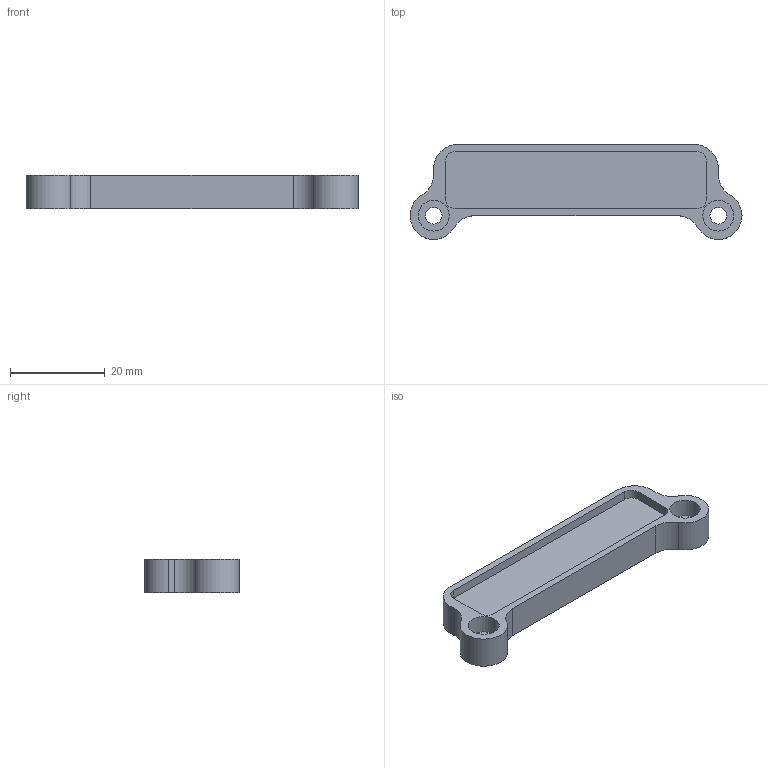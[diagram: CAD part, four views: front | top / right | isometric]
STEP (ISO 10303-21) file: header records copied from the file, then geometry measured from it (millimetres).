
FILE_DESCRIPTION(/* description */ (''),/* implementation_level */ '2;1');
FILE_NAME(/* name */ 'nametag.step',/* time_stamp */ '2023-09-11T16:09:27+02:00',/* author */ (''),/* organization */ (''),/* preprocessor_version */ 'ST-DEVELOPER v20',/* originating_system */ 'Autodesk Translation Framework v12.9.0.99',/* authorisation */ '');
FILE_SCHEMA (('AUTOMOTIVE_DESIGN { 1 0 10303 214 3 1 1 }'));
Length unit declared in the file: millimetre
Products named in the file (2): nametag; node_nametag
Assembly tree (1 placements, depth 2):
  nametag
    node_nametag
Bounding box: 70 x 20 x 7 mm (x, y, z)
Volume: 5469.7 mm3; surface area: 3662.9 mm2
Topology: 1 solids, 1 shells, 29 faces, 72 edges, 48 vertices
Faces by surface type: cylinder 16, plane 13
Full cylindrical faces by diameter (mm): 3.5 x2, 6.5 x2
Entity records: 939 total; most frequent: DIRECTION 168, CARTESIAN_POINT 152, ORIENTED_EDGE 144, EDGE_CURVE 72, AXIS2_PLACEMENT_3D 64, VERTEX_POINT 48, LINE 40, VECTOR 40
